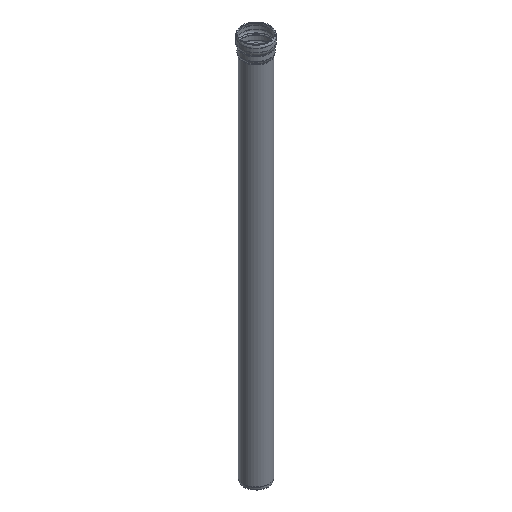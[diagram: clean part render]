
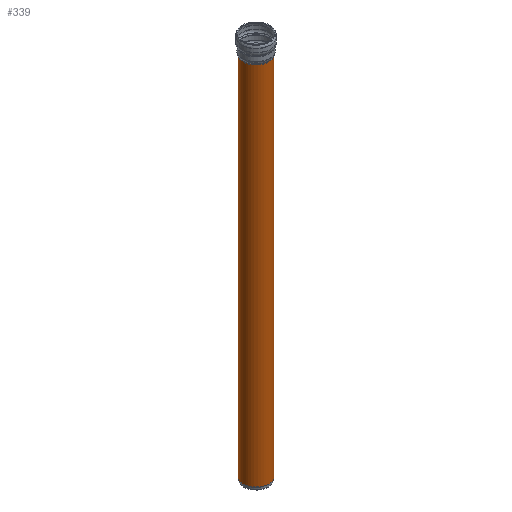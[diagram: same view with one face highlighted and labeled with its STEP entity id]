
A CAD part, isometric view. The second image highlights one B-rep face of the part: STEP entity #339.
In plain terms, the highlighted cylindrical face has radius 510 mm (diameter 1020 mm), a full revolution.
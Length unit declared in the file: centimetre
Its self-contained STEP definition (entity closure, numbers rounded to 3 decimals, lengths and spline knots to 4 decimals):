
#43=FACE_OUTER_BOUND('',#65,.T.);
#65=EDGE_LOOP('',(#234,#235,#236,#237,#238));
#88=CIRCLE('',#398,51.);
#89=CIRCLE('',#400,51.);
#90=CIRCLE('',#401,51.);
#132=VERTEX_POINT('',#629);
#133=VERTEX_POINT('',#633);
#134=VERTEX_POINT('',#634);
#169=EDGE_CURVE('',#132,#132,#88,.T.);
#171=EDGE_CURVE('',#133,#134,#89,.T.);
#172=EDGE_CURVE('',#133,#132,#366,.T.);
#173=EDGE_CURVE('',#134,#133,#90,.T.);
#234=ORIENTED_EDGE('',*,*,#171,.F.);
#235=ORIENTED_EDGE('',*,*,#172,.T.);
#236=ORIENTED_EDGE('',*,*,#169,.T.);
#237=ORIENTED_EDGE('',*,*,#172,.F.);
#238=ORIENTED_EDGE('',*,*,#173,.F.);
#330=CYLINDRICAL_SURFACE('',#399,51.);
#339=ADVANCED_FACE('',(#43),#330,.T.);
#366=LINE('',#636,#379);
#379=VECTOR('',#489,51.);
#398=AXIS2_PLACEMENT_3D('',#630,#482,#483);
#399=AXIS2_PLACEMENT_3D('',#632,#485,#486);
#400=AXIS2_PLACEMENT_3D('',#635,#487,#488);
#401=AXIS2_PLACEMENT_3D('',#637,#490,#491);
#482=DIRECTION('center_axis',(0.,0.,1.));
#483=DIRECTION('ref_axis',(1.,0.,0.));
#485=DIRECTION('center_axis',(0.,0.,1.));
#486=DIRECTION('ref_axis',(1.,0.,0.));
#487=DIRECTION('center_axis',(0.,0.,1.));
#488=DIRECTION('ref_axis',(1.,0.,0.));
#489=DIRECTION('',(0.,0.,-1.));
#490=DIRECTION('center_axis',(0.,0.,1.));
#491=DIRECTION('ref_axis',(1.,0.,0.));
#629=CARTESIAN_POINT('',(-51.,0.,10.));
#630=CARTESIAN_POINT('Origin',(0.,0.,10.));
#632=CARTESIAN_POINT('Origin',(0.,0.,12.5));
#633=CARTESIAN_POINT('',(-51.,0.,1493.966));
#634=CARTESIAN_POINT('',(0.,51.,1493.966));
#635=CARTESIAN_POINT('Origin',(0.,0.,1493.966));
#636=CARTESIAN_POINT('',(-51.,0.,12.5));
#637=CARTESIAN_POINT('Origin',(0.,0.,1493.966));
